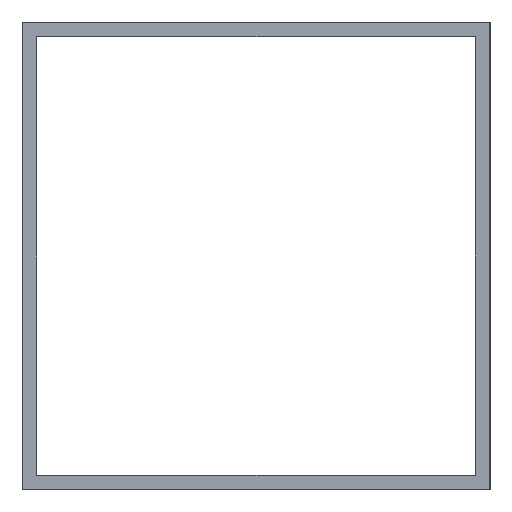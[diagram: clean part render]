
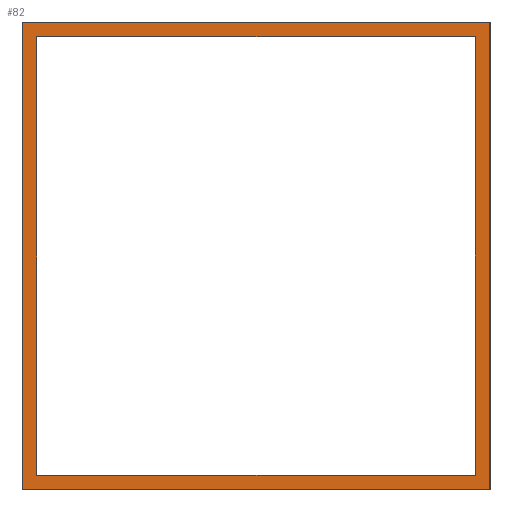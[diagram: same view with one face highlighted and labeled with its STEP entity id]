
A CAD part, left-side view. The second image highlights one B-rep face of the part: STEP entity #82.
In plain terms, the highlighted planar face has unit normal (-1, 0, 0).
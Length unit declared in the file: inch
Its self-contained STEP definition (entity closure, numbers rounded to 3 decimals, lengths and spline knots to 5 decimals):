
#4 = EDGE_CURVE ( 'NONE', #183, #166, #347, .T. ) ;
#16 = CARTESIAN_POINT ( 'NONE',  ( -23.5, 0.9375, -0.9375 ) ) ;
#17 = VECTOR ( 'NONE', #250, 39.37008 ) ;
#18 = LINE ( 'NONE', #52, #58 ) ;
#21 = ORIENTED_EDGE ( 'NONE', *, *, #324, .F. ) ;
#25 = ORIENTED_EDGE ( 'NONE', *, *, #153, .F. ) ;
#28 = VERTEX_POINT ( 'NONE', #175 ) ;
#29 = ORIENTED_EDGE ( 'NONE', *, *, #237, .F. ) ;
#36 = CARTESIAN_POINT ( 'NONE',  ( -23.5, -1., -1. ) ) ;
#39 = CARTESIAN_POINT ( 'NONE',  ( -23.5, 1., 1. ) ) ;
#41 = FACE_OUTER_BOUND ( 'NONE', #246, .T. ) ;
#46 = CARTESIAN_POINT ( 'NONE',  ( -23.5, -0.9375, -0.9375 ) ) ;
#47 = EDGE_CURVE ( 'NONE', #166, #28, #226, .T. ) ;
#52 = CARTESIAN_POINT ( 'NONE',  ( -23.5, 0., 0.9375 ) ) ;
#56 = DIRECTION ( 'NONE',  ( 0., 0., -1. ) ) ;
#58 = VECTOR ( 'NONE', #338, 39.37008 ) ;
#59 = CARTESIAN_POINT ( 'NONE',  ( -23.5, -1., 1. ) ) ;
#61 = EDGE_LOOP ( 'NONE', ( #115, #222, #263, #295 ) ) ;
#63 = VERTEX_POINT ( 'NONE', #100 ) ;
#67 = CARTESIAN_POINT ( 'NONE',  ( -23.5, -1., 1. ) ) ;
#70 = CARTESIAN_POINT ( 'NONE',  ( -23.5, 0., 0. ) ) ;
#82 = ADVANCED_FACE ( 'NONE', ( #41, #174 ), #124, .F. ) ;
#83 = AXIS2_PLACEMENT_3D ( 'NONE', #70, #126, #329 ) ;
#92 = LINE ( 'NONE', #315, #149 ) ;
#94 = DIRECTION ( 'NONE',  ( 0., 1., 0. ) ) ;
#100 = CARTESIAN_POINT ( 'NONE',  ( -23.5, -0.9375, 0.9375 ) ) ;
#112 = VERTEX_POINT ( 'NONE', #201 ) ;
#115 = ORIENTED_EDGE ( 'NONE', *, *, #4, .T. ) ;
#116 = DIRECTION ( 'NONE',  ( 0., 0., -1. ) ) ;
#119 = VERTEX_POINT ( 'NONE', #67 ) ;
#121 = VERTEX_POINT ( 'NONE', #36 ) ;
#124 = PLANE ( 'NONE',  #83 ) ;
#126 = DIRECTION ( 'NONE',  ( 1., 0., 0. ) ) ;
#129 = VECTOR ( 'NONE', #116, 39.37008 ) ;
#134 = ORIENTED_EDGE ( 'NONE', *, *, #287, .F. ) ;
#149 = VECTOR ( 'NONE', #189, 39.37008 ) ;
#153 = EDGE_CURVE ( 'NONE', #112, #265, #278, .T. ) ;
#166 = VERTEX_POINT ( 'NONE', #16 ) ;
#167 = LINE ( 'NONE', #238, #193 ) ;
#174 = FACE_BOUND ( 'NONE', #61, .T. ) ;
#175 = CARTESIAN_POINT ( 'NONE',  ( -23.5, 0.9375, 0.9375 ) ) ;
#183 = VERTEX_POINT ( 'NONE', #46 ) ;
#189 = DIRECTION ( 'NONE',  ( 0., 1., 0. ) ) ;
#193 = VECTOR ( 'NONE', #56, 39.37008 ) ;
#201 = CARTESIAN_POINT ( 'NONE',  ( -23.5, 1., -1. ) ) ;
#204 = EDGE_CURVE ( 'NONE', #28, #63, #18, .T. ) ;
#212 = DIRECTION ( 'NONE',  ( 0., -1., 0. ) ) ;
#221 = VECTOR ( 'NONE', #94, 39.37008 ) ;
#222 = ORIENTED_EDGE ( 'NONE', *, *, #47, .T. ) ;
#226 = LINE ( 'NONE', #299, #17 ) ;
#235 = LINE ( 'NONE', #342, #294 ) ;
#237 = EDGE_CURVE ( 'NONE', #265, #119, #235, .T. ) ;
#238 = CARTESIAN_POINT ( 'NONE',  ( -23.5, -0.9375, 0. ) ) ;
#246 = EDGE_LOOP ( 'NONE', ( #21, #134, #29, #25 ) ) ;
#250 = DIRECTION ( 'NONE',  ( 0., 0., 1. ) ) ;
#252 = DIRECTION ( 'NONE',  ( 0., 0., 1. ) ) ;
#263 = ORIENTED_EDGE ( 'NONE', *, *, #204, .T. ) ;
#265 = VERTEX_POINT ( 'NONE', #288 ) ;
#266 = LINE ( 'NONE', #59, #129 ) ;
#268 = EDGE_CURVE ( 'NONE', #63, #183, #167, .T. ) ;
#278 = LINE ( 'NONE', #39, #301 ) ;
#287 = EDGE_CURVE ( 'NONE', #119, #121, #266, .T. ) ;
#288 = CARTESIAN_POINT ( 'NONE',  ( -23.5, 1., 1. ) ) ;
#294 = VECTOR ( 'NONE', #212, 39.37008 ) ;
#295 = ORIENTED_EDGE ( 'NONE', *, *, #268, .T. ) ;
#299 = CARTESIAN_POINT ( 'NONE',  ( -23.5, 0.9375, 0. ) ) ;
#301 = VECTOR ( 'NONE', #252, 39.37008 ) ;
#315 = CARTESIAN_POINT ( 'NONE',  ( -23.5, -1., -1. ) ) ;
#320 = CARTESIAN_POINT ( 'NONE',  ( -23.5, 0., -0.9375 ) ) ;
#324 = EDGE_CURVE ( 'NONE', #121, #112, #92, .T. ) ;
#329 = DIRECTION ( 'NONE',  ( 0., 0., -1. ) ) ;
#338 = DIRECTION ( 'NONE',  ( 0., -1., 0. ) ) ;
#342 = CARTESIAN_POINT ( 'NONE',  ( -23.5, -1., 1. ) ) ;
#347 = LINE ( 'NONE', #320, #221 ) ;
